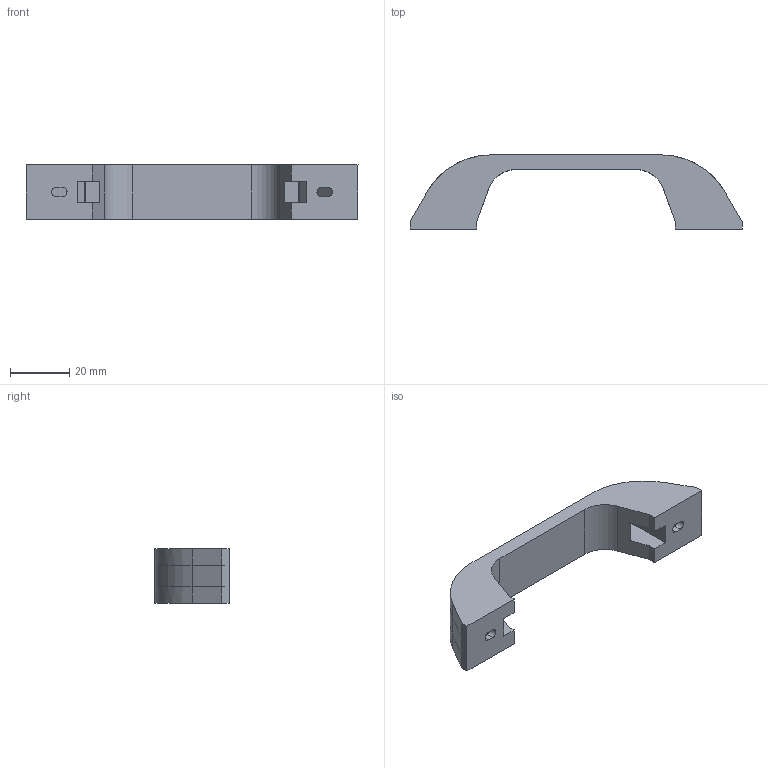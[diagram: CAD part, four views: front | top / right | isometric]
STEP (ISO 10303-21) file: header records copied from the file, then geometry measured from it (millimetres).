
FILE_DESCRIPTION(('STEP AP214'),'1');
FILE_NAME('cctmp_73B1B59B-C5EC-45CA-A49A-018009903F3D_2022_03_23_08_44_54_0404..stp','2022-03-23T07:44:54',('Bosch Rexroth AG'),('CADClick - www.CADClick.com'),'Spatial InterOp 3D',' ','unknown authorization - (Healing Option Enabled)');
FILE_SCHEMA(('AUTOMOTIVE_DESIGN'));
Length unit declared in the file: millimetre
Products named in the file (1): 2022_03_23_08_44_54_0404
Bounding box: 112.5 x 25.2 x 18.6 mm (x, y, z)
Volume: 20181.8 mm3; surface area: 10416.7 mm2
Topology: 1 solids, 1 shells, 98 faces, 288 edges, 188 vertices
Faces by surface type: plane 76, cylinder 22
Entity records: 4220 total; most frequent: CARTESIAN_POINT 771, ORIENTED_EDGE 576, DIRECTION 518, EDGE_CURVE 288, LINE 240, VECTOR 240, VERTEX_POINT 188, AXIS2_PLACEMENT_3D 139
